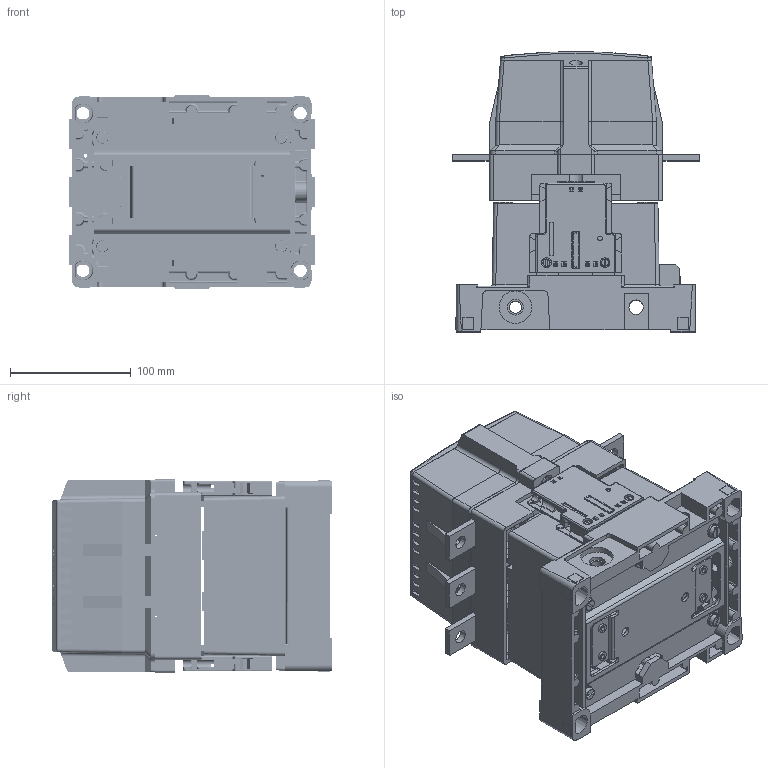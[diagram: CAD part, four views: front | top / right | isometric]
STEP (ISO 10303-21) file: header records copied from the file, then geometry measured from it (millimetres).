
FILE_DESCRIPTION (( 'STEP AP214' ), '1' );
FILE_NAME ('CNM 400 celosno.STEP', '2019-06-25T08:40:08', ( '' ), ( '' ), 'SwSTEP 2.0', 'SolidWorks 2011', '' );
FILE_SCHEMA (( 'AUTOMOTIVE_DESIGN' ));
Length unit declared in the file: millimetre
Products named in the file (1): CNM 400 celosno
Bounding box: 204 x 232 x 160 mm (x, y, z)
Volume: 1603372.1 mm3; surface area: 735677.4 mm2
Topology: 42 solids, 42 shells, 6243 faces, 17366 edges, 11350 vertices
Faces by surface type: plane 4308, cylinder 1249, bspline 370, cone 185, torus 123, sphere 8
Full cylindrical faces by diameter (mm): 2.9 x6, 3 x2, 3.5 x6, 3.6 x4, 3.8 x6, 3.9 x6, 4 x10, 4.2 x22, 4.3 x12, 5 x4, 5.2 x6, 5.3 x6, 5.4 x1, 5.5 x12, 6 x60, 6.5 x4, 7 x4, 7.5 x6, 7.6 x6, 7.8 x6, 8 x6, 8.5 x1, 9 x4, 10 x4, 10.2 x2, 10.5 x7, 11 x6, 12 x2, 13 x2, 14.3 x2
Entity records: 280892 total; most frequent: CARTESIAN_POINT 56386, ORIENTED_EDGE 33724, DIRECTION 29397, EDGE_CURVE 16862, LINE 12649, VECTOR 12649, VERTEX_POINT 11256, AXIS2_PLACEMENT_3D 8374
